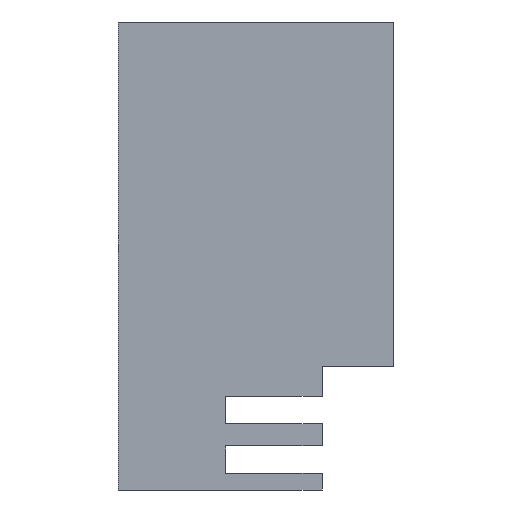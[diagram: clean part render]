
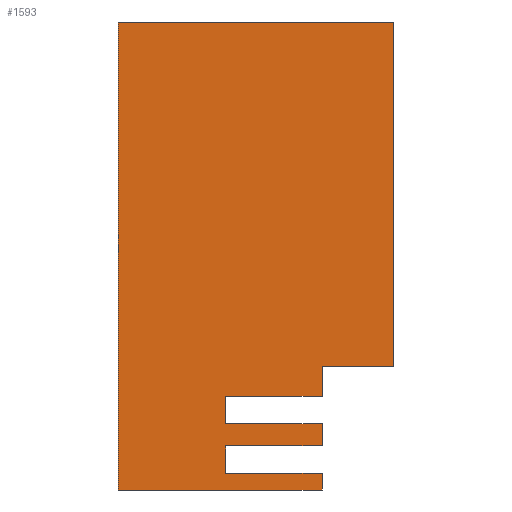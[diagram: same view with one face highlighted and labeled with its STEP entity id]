
A CAD part, left-side view. The second image highlights one B-rep face of the part: STEP entity #1593.
In plain terms, the highlighted planar face has unit normal (-1, 0, 0).
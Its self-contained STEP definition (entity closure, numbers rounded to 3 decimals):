
#55=LINE('',#2599,#148);
#56=LINE('',#2702,#149);
#57=LINE('',#2704,#150);
#58=LINE('',#2706,#151);
#59=LINE('',#2708,#152);
#60=LINE('',#2710,#153);
#61=LINE('',#2712,#154);
#62=LINE('',#2714,#155);
#63=LINE('',#2716,#156);
#64=LINE('',#2718,#157);
#65=LINE('',#2720,#158);
#66=LINE('',#2722,#159);
#67=LINE('',#2724,#160);
#68=LINE('',#2726,#161);
#148=VECTOR('',#1810,1000.);
#149=VECTOR('',#1813,1000.);
#150=VECTOR('',#1814,1000.);
#151=VECTOR('',#1815,1000.);
#152=VECTOR('',#1816,1000.);
#153=VECTOR('',#1817,1000.);
#154=VECTOR('',#1818,1000.);
#155=VECTOR('',#1819,1000.);
#156=VECTOR('',#1820,1000.);
#157=VECTOR('',#1821,1000.);
#158=VECTOR('',#1822,1000.);
#159=VECTOR('',#1823,1000.);
#160=VECTOR('',#1824,1000.);
#161=VECTOR('',#1825,1000.);
#303=ORIENTED_EDGE('',*,*,#757,.F.);
#304=ORIENTED_EDGE('',*,*,#743,.F.);
#305=ORIENTED_EDGE('',*,*,#758,.T.);
#306=ORIENTED_EDGE('',*,*,#759,.T.);
#307=ORIENTED_EDGE('',*,*,#760,.F.);
#308=ORIENTED_EDGE('',*,*,#761,.F.);
#309=ORIENTED_EDGE('',*,*,#762,.F.);
#310=ORIENTED_EDGE('',*,*,#763,.F.);
#311=ORIENTED_EDGE('',*,*,#764,.F.);
#312=ORIENTED_EDGE('',*,*,#765,.F.);
#313=ORIENTED_EDGE('',*,*,#766,.F.);
#314=ORIENTED_EDGE('',*,*,#767,.F.);
#315=ORIENTED_EDGE('',*,*,#768,.F.);
#316=ORIENTED_EDGE('',*,*,#769,.F.);
#743=EDGE_CURVE('',#970,#968,#55,.T.);
#757=EDGE_CURVE('',#968,#984,#56,.T.);
#758=EDGE_CURVE('',#970,#985,#57,.T.);
#759=EDGE_CURVE('',#985,#986,#58,.T.);
#760=EDGE_CURVE('',#987,#986,#59,.T.);
#761=EDGE_CURVE('',#988,#987,#60,.T.);
#762=EDGE_CURVE('',#989,#988,#61,.T.);
#763=EDGE_CURVE('',#990,#989,#62,.T.);
#764=EDGE_CURVE('',#991,#990,#63,.T.);
#765=EDGE_CURVE('',#992,#991,#64,.T.);
#766=EDGE_CURVE('',#993,#992,#65,.T.);
#767=EDGE_CURVE('',#994,#993,#66,.T.);
#768=EDGE_CURVE('',#995,#994,#67,.T.);
#769=EDGE_CURVE('',#984,#995,#68,.T.);
#968=VERTEX_POINT('',#2594);
#970=VERTEX_POINT('',#2598);
#984=VERTEX_POINT('',#2703);
#985=VERTEX_POINT('',#2705);
#986=VERTEX_POINT('',#2707);
#987=VERTEX_POINT('',#2709);
#988=VERTEX_POINT('',#2711);
#989=VERTEX_POINT('',#2713);
#990=VERTEX_POINT('',#2715);
#991=VERTEX_POINT('',#2717);
#992=VERTEX_POINT('',#2719);
#993=VERTEX_POINT('',#2721);
#994=VERTEX_POINT('',#2723);
#995=VERTEX_POINT('',#2725);
#1230=EDGE_LOOP('',(#303,#304,#305,#306,#307,#308,#309,#310,#311,#312,#313,
#314,#315,#316));
#1381=FACE_BOUND('',#1230,.T.);
#1518=PLANE('',#1715);
#1593=ADVANCED_FACE('',(#1381),#1518,.F.);
#1715=AXIS2_PLACEMENT_3D('',#2701,#1811,#1812);
#1810=DIRECTION('',(0.,0.,-1.));
#1811=DIRECTION('',(1.,0.,0.));
#1812=DIRECTION('',(0.,0.,-1.));
#1813=DIRECTION('',(0.,1.,0.));
#1814=DIRECTION('',(0.,1.,0.));
#1815=DIRECTION('',(0.,0.,-1.));
#1816=DIRECTION('',(0.,1.,0.));
#1817=DIRECTION('',(0.,0.,-1.));
#1818=DIRECTION('',(0.,-1.,0.));
#1819=DIRECTION('',(0.,0.,-1.));
#1820=DIRECTION('',(0.,1.,0.));
#1821=DIRECTION('',(0.,0.,-1.));
#1822=DIRECTION('',(0.,-1.,0.));
#1823=DIRECTION('',(0.,0.,-1.));
#1824=DIRECTION('',(0.,1.,0.));
#1825=DIRECTION('',(0.,0.,-1.));
#2594=CARTESIAN_POINT('',(-63.,-5.,-4.));
#2598=CARTESIAN_POINT('',(-63.,-5.,8.5));
#2599=CARTESIAN_POINT('',(-63.,-5.,8.5));
#2701=CARTESIAN_POINT('',(-63.,-5.,8.5));
#2702=CARTESIAN_POINT('',(-63.,-5.,-4.));
#2703=CARTESIAN_POINT('',(-63.,-2.4,-4.));
#2704=CARTESIAN_POINT('',(-63.,-5.,8.5));
#2705=CARTESIAN_POINT('',(-63.,5.,8.5));
#2706=CARTESIAN_POINT('',(-63.,5.,8.5));
#2707=CARTESIAN_POINT('',(-63.,5.,-8.5));
#2708=CARTESIAN_POINT('',(-63.,-5.,-8.5));
#2709=CARTESIAN_POINT('',(-63.,-2.4,-8.5));
#2710=CARTESIAN_POINT('',(-63.,-2.4,-7.9));
#2711=CARTESIAN_POINT('',(-63.,-2.4,-7.9));
#2712=CARTESIAN_POINT('',(-63.,1.1,-7.9));
#2713=CARTESIAN_POINT('',(-63.,1.1,-7.9));
#2714=CARTESIAN_POINT('',(-63.,1.1,-6.9));
#2715=CARTESIAN_POINT('',(-63.,1.1,-6.9));
#2716=CARTESIAN_POINT('',(-63.,-2.4,-6.9));
#2717=CARTESIAN_POINT('',(-63.,-2.4,-6.9));
#2718=CARTESIAN_POINT('',(-63.,-2.4,-6.1));
#2719=CARTESIAN_POINT('',(-63.,-2.4,-6.1));
#2720=CARTESIAN_POINT('',(-63.,1.1,-6.1));
#2721=CARTESIAN_POINT('',(-63.,1.1,-6.1));
#2722=CARTESIAN_POINT('',(-63.,1.1,-5.1));
#2723=CARTESIAN_POINT('',(-63.,1.1,-5.1));
#2724=CARTESIAN_POINT('',(-63.,-2.4,-5.1));
#2725=CARTESIAN_POINT('',(-63.,-2.4,-5.1));
#2726=CARTESIAN_POINT('',(-63.,-2.4,-4.));
